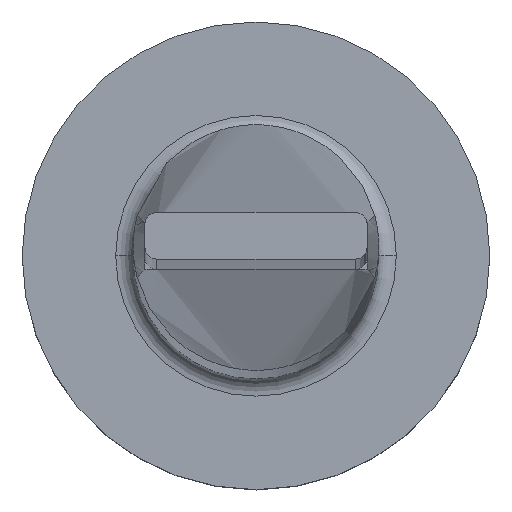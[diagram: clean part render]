
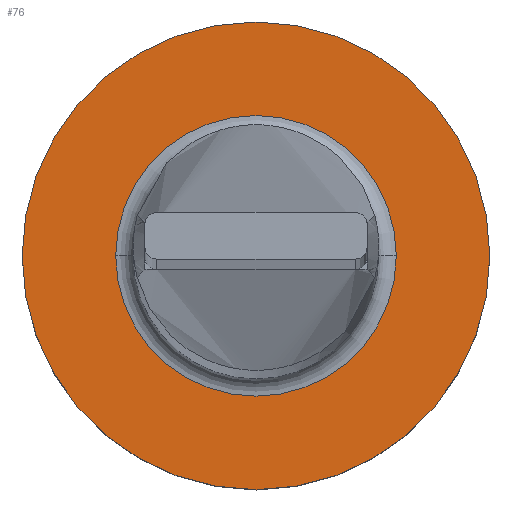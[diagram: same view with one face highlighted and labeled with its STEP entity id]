
A CAD part, top view. The second image highlights one B-rep face of the part: STEP entity #76.
In plain terms, the highlighted planar face has unit normal (0, 0, 1).
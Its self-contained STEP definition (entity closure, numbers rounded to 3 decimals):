
#76=ADVANCED_FACE('',(#157,#158),#159,.T.);
#157=FACE_OUTER_BOUND('',#241,.T.);
#158=FACE_BOUND('',#242,.T.);
#159=PLANE('',#243);
#241=EDGE_LOOP('',(#394,#395));
#242=EDGE_LOOP('',(#396,#397));
#243=AXIS2_PLACEMENT_3D('',#398,#399,#400);
#394=ORIENTED_EDGE('',*,*,#496,.T.);
#395=ORIENTED_EDGE('',*,*,#544,.T.);
#396=ORIENTED_EDGE('',*,*,#542,.F.);
#397=ORIENTED_EDGE('',*,*,#499,.F.);
#398=CARTESIAN_POINT('',(0.0,0.0,3.0));
#399=DIRECTION('',(0.0,0.0,1.0));
#400=DIRECTION('',(1.0,0.0,0.0));
#496=EDGE_CURVE('',#576,#580,#582,.T.);
#499=EDGE_CURVE('',#584,#587,#588,.T.);
#542=EDGE_CURVE('',#587,#584,#650,.T.);
#544=EDGE_CURVE('',#580,#576,#652,.T.);
#576=VERTEX_POINT('',#692);
#580=VERTEX_POINT('',#697);
#582=CIRCLE('',#700,4.0);
#584=VERTEX_POINT('',#702);
#587=VERTEX_POINT('',#705);
#588=CIRCLE('',#706,2.4);
#650=CIRCLE('',#1048,2.4);
#652=CIRCLE('',#1050,4.0);
#692=CARTESIAN_POINT('',(4.0,0.0,3.0));
#697=CARTESIAN_POINT('',(-4.0,0.,3.0));
#700=AXIS2_PLACEMENT_3D('',#1105,#1106,#1107);
#702=CARTESIAN_POINT('',(-2.4,0.,3.0));
#705=CARTESIAN_POINT('',(2.4,0.0,3.0));
#706=AXIS2_PLACEMENT_3D('',#1111,#1112,#1113);
#1048=AXIS2_PLACEMENT_3D('',#1161,#1162,#1163);
#1050=AXIS2_PLACEMENT_3D('',#1164,#1165,#1166);
#1105=CARTESIAN_POINT('',(0.0,0.0,3.0));
#1106=DIRECTION('',(0.0,0.0,1.0));
#1107=DIRECTION('',(1.0,0.0,0.0));
#1111=CARTESIAN_POINT('',(0.0,0.0,3.0));
#1112=DIRECTION('',(0.0,0.0,1.0));
#1113=DIRECTION('',(1.0,0.0,0.0));
#1161=CARTESIAN_POINT('',(0.0,0.0,3.0));
#1162=DIRECTION('',(0.0,0.0,1.0));
#1163=DIRECTION('',(1.0,0.0,0.0));
#1164=CARTESIAN_POINT('',(0.0,0.0,3.0));
#1165=DIRECTION('',(0.0,0.0,1.0));
#1166=DIRECTION('',(1.0,0.0,0.0));
